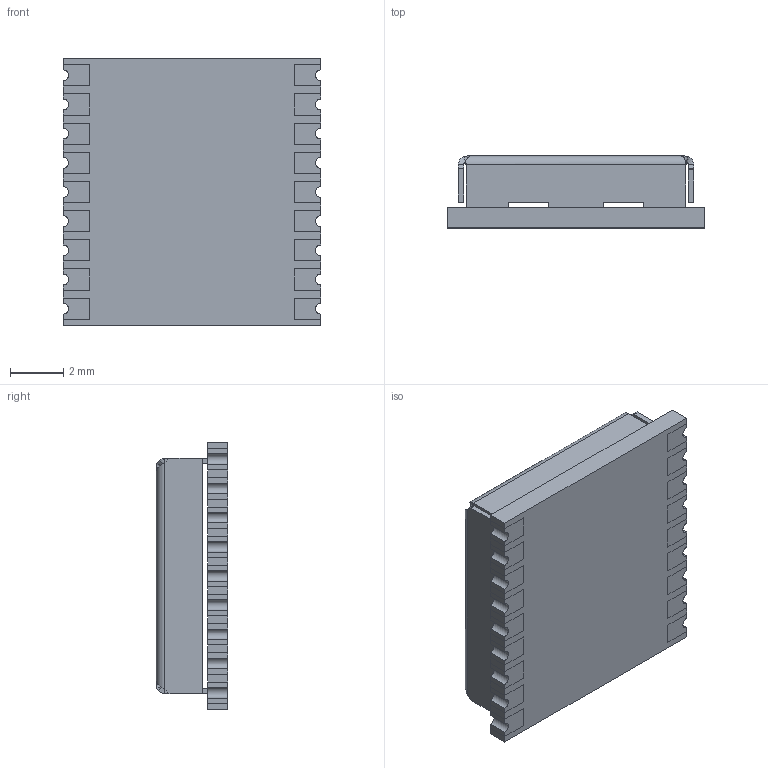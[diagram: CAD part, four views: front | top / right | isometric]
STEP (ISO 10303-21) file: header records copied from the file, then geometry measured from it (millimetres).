
FILE_DESCRIPTION (( 'STEP AP214' ), '1' );
FILE_NAME ('MAX-M8Q.STEP', '2018-06-12T12:55:15', ( '' ), ( '' ), 'SwSTEP 2.0', 'SolidWorks 2017', '' );
FILE_SCHEMA (( 'AUTOMOTIVE_DESIGN' ));
Length unit declared in the file: millimetre
Products named in the file (1): MAX-M8Q
Bounding box: 9.7 x 2.7 x 10.1 mm (x, y, z)
Volume: 99.5 mm3; surface area: 586.3 mm2
Topology: 20 solids, 20 shells, 374 faces, 970 edges, 636 vertices
Faces by surface type: plane 322, cylinder 30, bspline 22
Entity records: 13035 total; most frequent: CARTESIAN_POINT 2359, ORIENTED_EDGE 1940, DIRECTION 1640, EDGE_CURVE 970, VECTOR 846, LINE 846, VERTEX_POINT 636, AXIS2_PLACEMENT_3D 397
